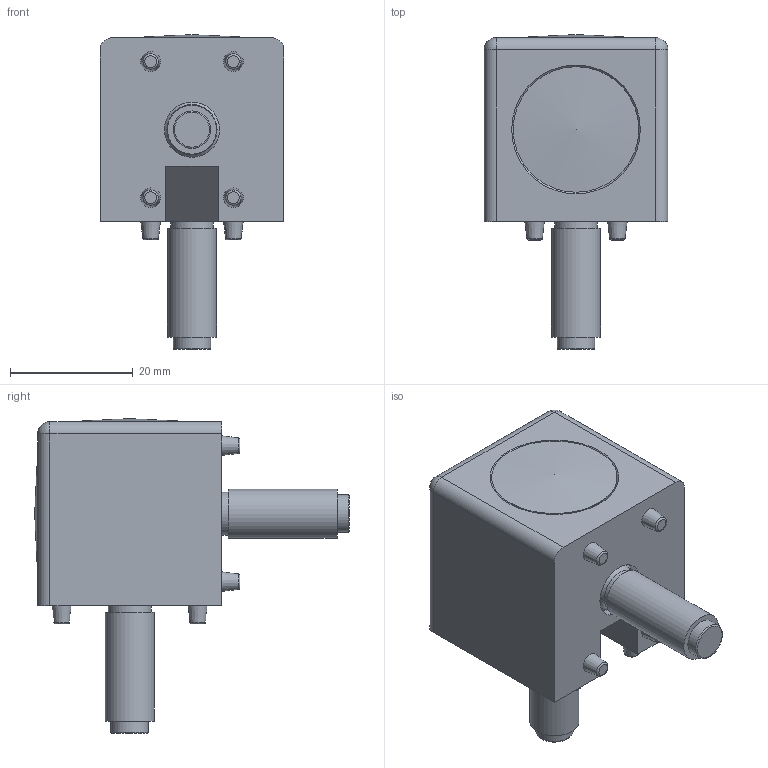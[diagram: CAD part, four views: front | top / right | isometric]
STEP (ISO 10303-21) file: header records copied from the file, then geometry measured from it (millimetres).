
FILE_DESCRIPTION(/* description */ ('STEP AP214'),/* implementation_level */ '2;1');
FILE_NAME(/* name */ '093WW303N08RS',/* time_stamp */ '2022-09-30T13:19:45+02:00',/* author */ ('License CC BY-ND 4.0'),/* organization */ ('CADENAS'),/* preprocessor_version */ 'ST-DEVELOPER v18.102',/* originating_system */ 'PARTsolutions',/* authorisation */ ' ');
FILE_SCHEMA (('AUTOMOTIVE_DESIGN {1 0 10303 214 3 1 1}'));
Length unit declared in the file: millimetre
Products named in the file (4): 093WW303N08RS; 093WW303N08RS_cap; 093WW303N08RS_screw; 093WW303N08RS_body
Assembly tree (5 placements, depth 2):
  093WW303N08RS
    093WW303N08RS_cap  x2
    093WW303N08RS_screw  x2
    093WW303N08RS_body
Bounding box: 30 x 51.35 x 51.35 mm (x, y, z)
Volume: 21207.8 mm3; surface area: 11397.2 mm2
Topology: 5 solids, 5 shells, 144 faces, 328 edges, 204 vertices
Faces by surface type: plane 67, cylinder 35, cone 24, torus 14, sphere 4
Full cylindrical faces by diameter (mm): 6.1 x2, 7 x2, 8 x2, 9 x2, 15.8 x2, 16.8 x2, 18 x2
Entity records: 2596 total; most frequent: DIRECTION 466, CARTESIAN_POINT 450, ORIENTED_EDGE 340, AXIS2_PLACEMENT_3D 205, EDGE_CURVE 170, FACE_BOUND 153, EDGE_LOOP 152, VERTEX_POINT 125
